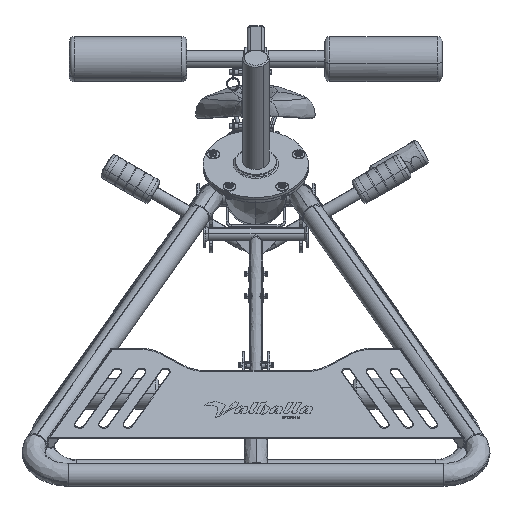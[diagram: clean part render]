
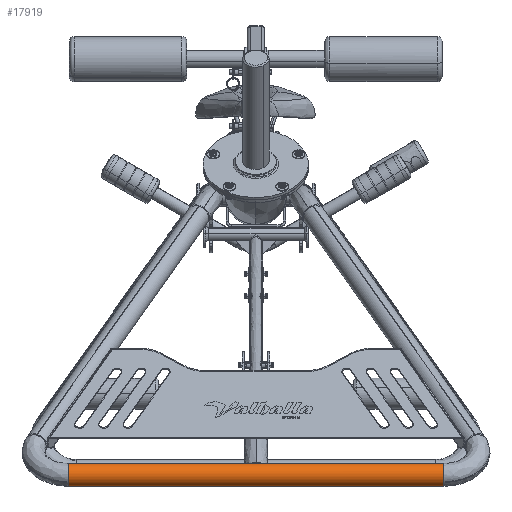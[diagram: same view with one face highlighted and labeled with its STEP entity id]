
A CAD part, left-side view. The second image highlights one B-rep face of the part: STEP entity #17919.
In plain terms, the highlighted free-form (B-spline) face has degree [2, 1] with [5, 2] control points.
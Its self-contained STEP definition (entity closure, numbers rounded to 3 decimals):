
#17919 = ADVANCED_FACE('',(#17920),#17956,.T.);
#17920 = FACE_BOUND('',#17921,.T.);
#17921 = EDGE_LOOP('',(#17922,#17934,#17941,#17951));
#17922 = ORIENTED_EDGE('',*,*,#17923,.F.);
#17923 = EDGE_CURVE('',#17924,#17926,#17928,.T.);
#17924 = VERTEX_POINT('',#17925);
#17925 = CARTESIAN_POINT('',(-820.994,-331.308,
    -825.211));
#17926 = VERTEX_POINT('',#17927);
#17927 = CARTESIAN_POINT('',(-820.814,-331.308,
    -865.079));
#17928 = ( BOUNDED_CURVE() B_SPLINE_CURVE(2,(#17929,#17930,#17931,#17932
,#17933),.UNSPECIFIED.,.F.,.F.) B_SPLINE_CURVE_WITH_KNOTS((3,2,3),(
    1.571,3.142,4.712),
.PIECEWISE_BEZIER_KNOTS.) CURVE() GEOMETRIC_REPRESENTATION_ITEM() 
RATIONAL_B_SPLINE_CURVE((1.,0.707,1.,0.707,1.)) 
REPRESENTATION_ITEM('') );
#17929 = CARTESIAN_POINT('',(-820.994,-331.308,
    -825.211));
#17930 = CARTESIAN_POINT('',(-840.928,-331.308,
    -825.301));
#17931 = CARTESIAN_POINT('',(-840.838,-331.308,
    -845.235));
#17932 = CARTESIAN_POINT('',(-840.748,-331.308,
    -865.169));
#17933 = CARTESIAN_POINT('',(-820.814,-331.308,
    -865.079));
#17934 = ORIENTED_EDGE('',*,*,#17935,.T.);
#17935 = EDGE_CURVE('',#17924,#17936,#17938,.T.);
#17936 = VERTEX_POINT('',#17937);
#17937 = CARTESIAN_POINT('',(-820.994,315.82,
    -825.211));
#17938 = B_SPLINE_CURVE_WITH_KNOTS('',1,(#17939,#17940),.UNSPECIFIED.,
  .F.,.F.,(2,2),(0.,544.213),
  .PIECEWISE_BEZIER_KNOTS.);
#17939 = CARTESIAN_POINT('',(-820.994,-331.308,
    -825.211));
#17940 = CARTESIAN_POINT('',(-820.994,315.82,
    -825.211));
#17941 = ORIENTED_EDGE('',*,*,#17942,.F.);
#17942 = EDGE_CURVE('',#17943,#17936,#17945,.T.);
#17943 = VERTEX_POINT('',#17944);
#17944 = CARTESIAN_POINT('',(-820.814,315.82,
    -865.079));
#17945 = ( BOUNDED_CURVE() B_SPLINE_CURVE(2,(#17946,#17947,#17948,#17949
,#17950),.UNSPECIFIED.,.F.,.F.) B_SPLINE_CURVE_WITH_KNOTS((3,2,3),(
    4.712,6.283,7.854),
.PIECEWISE_BEZIER_KNOTS.) CURVE() GEOMETRIC_REPRESENTATION_ITEM() 
RATIONAL_B_SPLINE_CURVE((1.,0.707,1.,0.707,1.)) 
REPRESENTATION_ITEM('') );
#17946 = CARTESIAN_POINT('',(-820.814,315.82,
    -865.079));
#17947 = CARTESIAN_POINT('',(-840.748,315.82,
    -865.169));
#17948 = CARTESIAN_POINT('',(-840.838,315.82,
    -845.235));
#17949 = CARTESIAN_POINT('',(-840.928,315.82,
    -825.301));
#17950 = CARTESIAN_POINT('',(-820.994,315.82,
    -825.211));
#17951 = ORIENTED_EDGE('',*,*,#17952,.F.);
#17952 = EDGE_CURVE('',#17926,#17943,#17953,.T.);
#17953 = B_SPLINE_CURVE_WITH_KNOTS('',1,(#17954,#17955),.UNSPECIFIED.,
  .F.,.F.,(2,2),(0.,544.213),
  .PIECEWISE_BEZIER_KNOTS.);
#17954 = CARTESIAN_POINT('',(-820.814,-331.308,
    -865.079));
#17955 = CARTESIAN_POINT('',(-820.814,315.82,
    -865.079));
#17956 = ( BOUNDED_SURFACE() B_SPLINE_SURFACE(2,1,(
    (#17957,#17958)
    ,(#17959,#17960)
    ,(#17961,#17962)
    ,(#17963,#17964)
    ,(#17965,#17966
)),.UNSPECIFIED.,.F.,.F.,.F.) B_SPLINE_SURFACE_WITH_KNOTS((3,2,3),(2,2),
  (0.,1.571,3.142),(0.,544.213)
,.PIECEWISE_BEZIER_KNOTS.) GEOMETRIC_REPRESENTATION_ITEM() 
RATIONAL_B_SPLINE_SURFACE((
    (1.,1.)
    ,(0.707,0.707)
    ,(1.,1.)
    ,(0.707,0.707)
,(1.,1.))) REPRESENTATION_ITEM('') SURFACE() );
#17957 = CARTESIAN_POINT('',(-820.814,-331.308,
    -865.079));
#17958 = CARTESIAN_POINT('',(-820.814,315.82,
    -865.079));
#17959 = CARTESIAN_POINT('',(-840.748,-331.308,
    -865.169));
#17960 = CARTESIAN_POINT('',(-840.748,315.82,
    -865.169));
#17961 = CARTESIAN_POINT('',(-840.838,-331.308,
    -845.235));
#17962 = CARTESIAN_POINT('',(-840.838,315.82,
    -845.235));
#17963 = CARTESIAN_POINT('',(-840.928,-331.308,
    -825.301));
#17964 = CARTESIAN_POINT('',(-840.928,315.82,
    -825.301));
#17965 = CARTESIAN_POINT('',(-820.994,-331.308,
    -825.211));
#17966 = CARTESIAN_POINT('',(-820.994,315.82,
    -825.211));
